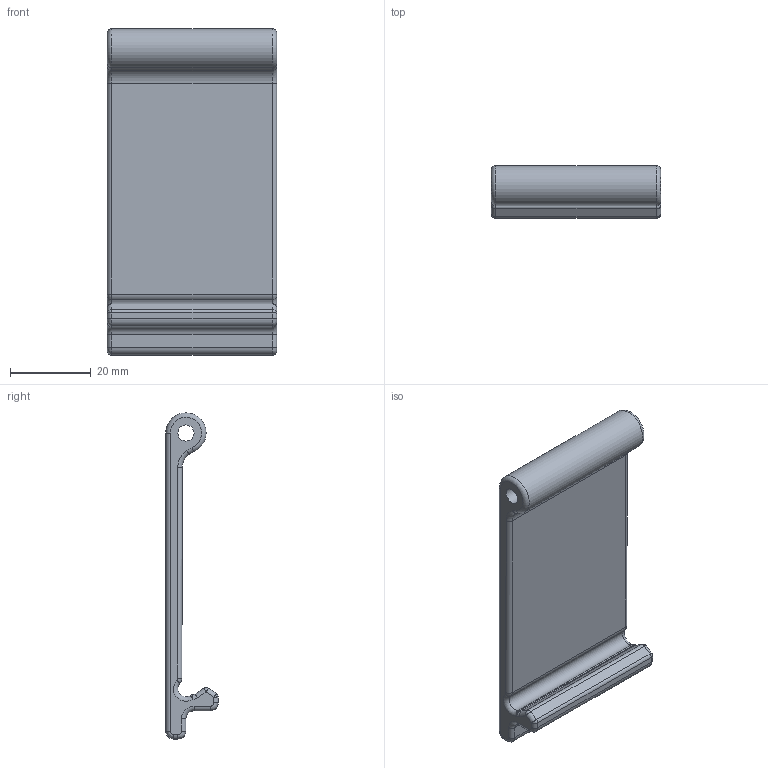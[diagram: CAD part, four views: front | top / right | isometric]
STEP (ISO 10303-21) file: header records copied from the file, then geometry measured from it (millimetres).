
FILE_DESCRIPTION(/* description */ (''),/* implementation_level */ '2;1');
FILE_NAME(/* name */ 'MainBody.step',/* time_stamp */ '2026-02-16T16:51:03+01:00',/* author */ (''),/* organization */ (''),/* preprocessor_version */ 'ST-DEVELOPER v20.1',/* originating_system */ 'Autodesk Translation Framework v14.24.0.0',/* authorisation */ '');
FILE_SCHEMA (('AUTOMOTIVE_DESIGN { 1 0 10303 214 3 1 1 }'));
Length unit declared in the file: millimetre
Products named in the file (1): FilaManager
Bounding box: 42 x 13 x 80.9 mm (x, y, z)
Volume: 16836.8 mm3; surface area: 9154.5 mm2
Topology: 1 solids, 1 shells, 69 faces, 155 edges, 84 vertices
Faces by surface type: cylinder 32, bspline 12, torus 12, plane 11, sphere 2
Full cylindrical faces by diameter (mm): 4 x1
Entity records: 2027 total; most frequent: CARTESIAN_POINT 455, DIRECTION 359, ORIENTED_EDGE 302, EDGE_CURVE 151, AXIS2_PLACEMENT_3D 150, CIRCLE 84, VERTEX_POINT 84, EDGE_LOOP 71
